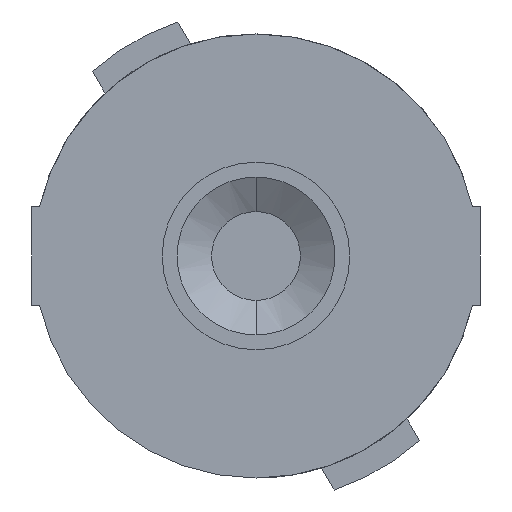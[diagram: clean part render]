
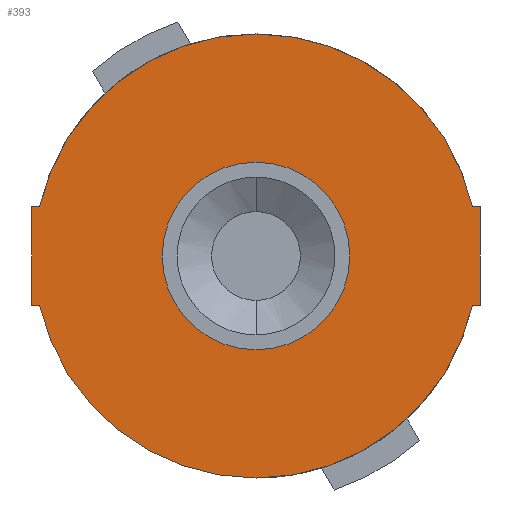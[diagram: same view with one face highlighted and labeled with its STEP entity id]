
A CAD part, front view. The second image highlights one B-rep face of the part: STEP entity #393.
In plain terms, the highlighted planar face has unit normal (0, -1, 0).
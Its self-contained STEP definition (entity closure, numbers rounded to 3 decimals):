
#39 = CARTESIAN_POINT ( 'NONE',  ( 0., 0., 0. ) ) ;
#43 = CARTESIAN_POINT ( 'NONE',  ( -22.75, 0., 5. ) ) ;
#46 = DIRECTION ( 'NONE',  ( -1., 0., 0. ) ) ;
#94 = VECTOR ( 'NONE', #237, 1000. ) ;
#120 = DIRECTION ( 'NONE',  ( 0., 0., 1. ) ) ;
#132 = DIRECTION ( 'NONE',  ( 0., 0., 1. ) ) ;
#152 = DIRECTION ( 'NONE',  ( 1., 0., 0. ) ) ;
#168 = CARTESIAN_POINT ( 'NONE',  ( 0., 0., 0. ) ) ;
#172 = PLANE ( 'NONE',  #561 ) ;
#193 = LINE ( 'NONE', #1288, #1933 ) ;
#222 = LINE ( 'NONE', #1334, #2127 ) ;
#237 = DIRECTION ( 'NONE',  ( 0., 0., -1. ) ) ;
#245 = VERTEX_POINT ( 'NONE', #432 ) ;
#268 = EDGE_LOOP ( 'NONE', ( #791, #1583 ) ) ;
#271 = CARTESIAN_POINT ( 'NONE',  ( -22.75, 0., -5. ) ) ;
#323 = CARTESIAN_POINT ( 'NONE',  ( 0., 0., -9.5 ) ) ;
#348 = DIRECTION ( 'NONE',  ( 0., 0., 1. ) ) ;
#350 = ORIENTED_EDGE ( 'NONE', *, *, #1676, .T. ) ;
#371 = CARTESIAN_POINT ( 'NONE',  ( 21.937, 0., -5. ) ) ;
#393 = ADVANCED_FACE ( 'NONE', ( #2045, #2363 ), #172, .F. ) ;
#406 = AXIS2_PLACEMENT_3D ( 'NONE', #493, #1229, #120 ) ;
#410 = CIRCLE ( 'NONE', #2209, 22.5 ) ;
#424 = CARTESIAN_POINT ( 'NONE',  ( -22.75, 0., 5. ) ) ;
#432 = CARTESIAN_POINT ( 'NONE',  ( 0., 0., -22.5 ) ) ;
#458 = EDGE_CURVE ( 'NONE', #1019, #245, #410, .T. ) ;
#468 = EDGE_LOOP ( 'NONE', ( #2347, #2300, #1801, #1219, #1585, #909, #861, #2149, #350 ) ) ;
#493 = CARTESIAN_POINT ( 'NONE',  ( 0., 0., 0. ) ) ;
#494 = VERTEX_POINT ( 'NONE', #784 ) ;
#507 = DIRECTION ( 'NONE',  ( 0., 0., -1. ) ) ;
#561 = AXIS2_PLACEMENT_3D ( 'NONE', #2420, #1270, #1454 ) ;
#568 = LINE ( 'NONE', #1635, #2328 ) ;
#569 = VERTEX_POINT ( 'NONE', #271 ) ;
#579 = CARTESIAN_POINT ( 'NONE',  ( 22.75, 0., 5. ) ) ;
#609 = CARTESIAN_POINT ( 'NONE',  ( 0., 0., 9.5 ) ) ;
#640 = AXIS2_PLACEMENT_3D ( 'NONE', #168, #2359, #2042 ) ;
#649 = CARTESIAN_POINT ( 'NONE',  ( 21.937, 0., 5. ) ) ;
#733 = VERTEX_POINT ( 'NONE', #424 ) ;
#752 = DIRECTION ( 'NONE',  ( -1., 0., 0. ) ) ;
#784 = CARTESIAN_POINT ( 'NONE',  ( -21.937, 0., 5. ) ) ;
#791 = ORIENTED_EDGE ( 'NONE', *, *, #1942, .F. ) ;
#861 = ORIENTED_EDGE ( 'NONE', *, *, #1859, .T. ) ;
#870 = CARTESIAN_POINT ( 'NONE',  ( -21.937, 0., -5. ) ) ;
#889 = EDGE_CURVE ( 'NONE', #494, #1232, #1581, .T. ) ;
#906 = CARTESIAN_POINT ( 'NONE',  ( 0., 0., 0. ) ) ;
#909 = ORIENTED_EDGE ( 'NONE', *, *, #458, .F. ) ;
#920 = CIRCLE ( 'NONE', #640, 9.5 ) ;
#1019 = VERTEX_POINT ( 'NONE', #371 ) ;
#1070 = EDGE_CURVE ( 'NONE', #733, #569, #2067, .T. ) ;
#1128 = LINE ( 'NONE', #2414, #1853 ) ;
#1134 = CARTESIAN_POINT ( 'NONE',  ( 22.75, 0., -5. ) ) ;
#1147 = VERTEX_POINT ( 'NONE', #609 ) ;
#1210 = DIRECTION ( 'NONE',  ( 1., 0., 0. ) ) ;
#1219 = ORIENTED_EDGE ( 'NONE', *, *, #2322, .T. ) ;
#1229 = DIRECTION ( 'NONE',  ( 0., 1., 0. ) ) ;
#1232 = VERTEX_POINT ( 'NONE', #649 ) ;
#1270 = DIRECTION ( 'NONE',  ( 0., 1., 0. ) ) ;
#1288 = CARTESIAN_POINT ( 'NONE',  ( 22.75, 0., 5. ) ) ;
#1318 = DIRECTION ( 'NONE',  ( 0., 0., 1. ) ) ;
#1325 = VERTEX_POINT ( 'NONE', #323 ) ;
#1334 = CARTESIAN_POINT ( 'NONE',  ( 21.937, 0., 5. ) ) ;
#1404 = LINE ( 'NONE', #2344, #1852 ) ;
#1454 = DIRECTION ( 'NONE',  ( 0., 0., 1. ) ) ;
#1457 = VERTEX_POINT ( 'NONE', #1134 ) ;
#1465 = AXIS2_PLACEMENT_3D ( 'NONE', #906, #1989, #132 ) ;
#1581 = CIRCLE ( 'NONE', #406, 22.5 ) ;
#1583 = ORIENTED_EDGE ( 'NONE', *, *, #1995, .F. ) ;
#1585 = ORIENTED_EDGE ( 'NONE', *, *, #1722, .F. ) ;
#1635 = CARTESIAN_POINT ( 'NONE',  ( -21.937, 0., 5. ) ) ;
#1653 = CIRCLE ( 'NONE', #1930, 9.5 ) ;
#1657 = CARTESIAN_POINT ( 'NONE',  ( 0., 0., 0. ) ) ;
#1676 = EDGE_CURVE ( 'NONE', #2047, #1232, #222, .T. ) ;
#1722 = EDGE_CURVE ( 'NONE', #245, #2311, #2206, .T. ) ;
#1801 = ORIENTED_EDGE ( 'NONE', *, *, #1070, .T. ) ;
#1852 = VECTOR ( 'NONE', #1210, 1000. ) ;
#1853 = VECTOR ( 'NONE', #152, 1000. ) ;
#1859 = EDGE_CURVE ( 'NONE', #1019, #1457, #1404, .T. ) ;
#1930 = AXIS2_PLACEMENT_3D ( 'NONE', #1657, #2377, #507 ) ;
#1933 = VECTOR ( 'NONE', #348, 1000. ) ;
#1942 = EDGE_CURVE ( 'NONE', #1325, #1147, #1653, .T. ) ;
#1989 = DIRECTION ( 'NONE',  ( 0., 1., 0. ) ) ;
#1995 = EDGE_CURVE ( 'NONE', #1147, #1325, #920, .T. ) ;
#2042 = DIRECTION ( 'NONE',  ( 0., 0., -1. ) ) ;
#2045 = FACE_BOUND ( 'NONE', #268, .T. ) ;
#2047 = VERTEX_POINT ( 'NONE', #579 ) ;
#2067 = LINE ( 'NONE', #43, #94 ) ;
#2127 = VECTOR ( 'NONE', #46, 1000. ) ;
#2149 = ORIENTED_EDGE ( 'NONE', *, *, #2332, .T. ) ;
#2206 = CIRCLE ( 'NONE', #1465, 22.5 ) ;
#2209 = AXIS2_PLACEMENT_3D ( 'NONE', #39, #2237, #1318 ) ;
#2237 = DIRECTION ( 'NONE',  ( 0., 1., 0. ) ) ;
#2300 = ORIENTED_EDGE ( 'NONE', *, *, #2351, .T. ) ;
#2311 = VERTEX_POINT ( 'NONE', #870 ) ;
#2322 = EDGE_CURVE ( 'NONE', #569, #2311, #1128, .T. ) ;
#2328 = VECTOR ( 'NONE', #752, 1000. ) ;
#2332 = EDGE_CURVE ( 'NONE', #1457, #2047, #193, .T. ) ;
#2344 = CARTESIAN_POINT ( 'NONE',  ( 21.937, 0., -5. ) ) ;
#2347 = ORIENTED_EDGE ( 'NONE', *, *, #889, .F. ) ;
#2351 = EDGE_CURVE ( 'NONE', #494, #733, #568, .T. ) ;
#2359 = DIRECTION ( 'NONE',  ( 0., -1., 0. ) ) ;
#2363 = FACE_OUTER_BOUND ( 'NONE', #468, .T. ) ;
#2377 = DIRECTION ( 'NONE',  ( 0., -1., 0. ) ) ;
#2414 = CARTESIAN_POINT ( 'NONE',  ( -21.937, 0., -5. ) ) ;
#2420 = CARTESIAN_POINT ( 'NONE',  ( 0., 0., 0. ) ) ;
